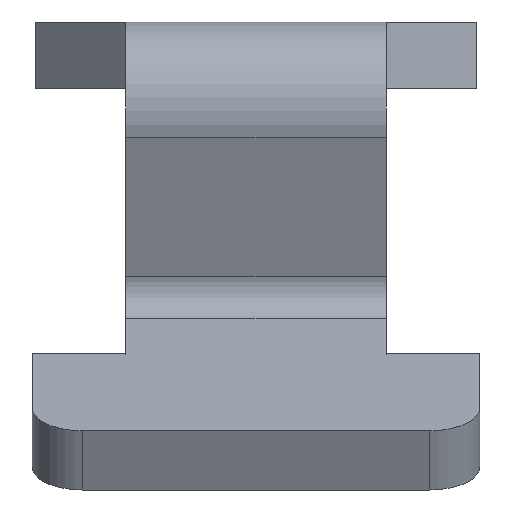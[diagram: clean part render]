
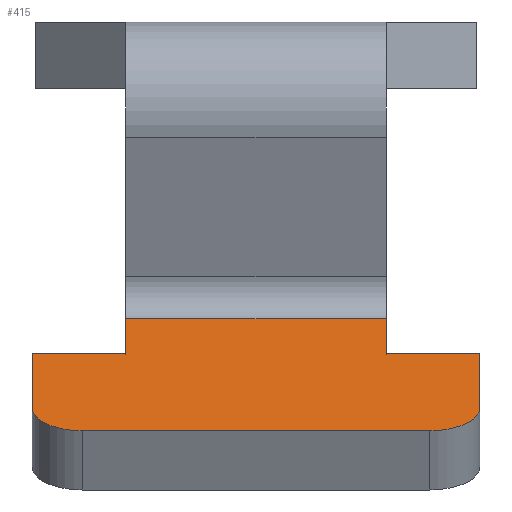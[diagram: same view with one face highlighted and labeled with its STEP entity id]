
A CAD part, front view. The second image highlights one B-rep face of the part: STEP entity #415.
In plain terms, the highlighted free-form (B-spline) face has degree [1, 1] with [2, 2] control points.
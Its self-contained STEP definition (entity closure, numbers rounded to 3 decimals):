
#275=CARTESIAN_POINT('',(-5.2,-16.43,-10.231));
#276=VERTEX_POINT('',#275);
#277=CARTESIAN_POINT('',(-6.7,-15.101,-9.536));
#278=VERTEX_POINT('',#277);
#279=CARTESIAN_POINT('',(-5.2,-15.101,-9.536));
#280=DIRECTION('',(0.,0.464,-0.886));
#281=DIRECTION('',(-0.707,-0.627,-0.328));
#282=AXIS2_PLACEMENT_3D('',#279,#280,#281);
#283=CIRCLE('',#282,1.5);
#284=EDGE_CURVE('',#276,#278,#283,.T.);
#318=CARTESIAN_POINT('',(-6.7,-12.,-7.913));
#319=VERTEX_POINT('',#318);
#320=CARTESIAN_POINT('',(-6.7,-15.101,-9.536));
#321=DIRECTION('',(0.,0.886,0.464));
#322=VECTOR('',#321,3.5);
#323=LINE('',#320,#322);
#324=EDGE_CURVE('',#278,#319,#323,.T.);
#343=CARTESIAN_POINT('',(-6.7,-16.43,-10.231));
#344=CARTESIAN_POINT('',(6.7,-16.43,-10.231));
#345=CARTESIAN_POINT('',(-6.7,-10.036,-6.886));
#346=CARTESIAN_POINT('',(6.7,-10.036,-6.886));
#347=B_SPLINE_SURFACE_WITH_KNOTS('',1,1,((#343,#345),(#344,#346)),.UNSPECIFIED.,.F.,.F.,.U.,(2,2),(2,2),(0.0,13.4),(0.0,7.216),.UNSPECIFIED.);
#348=ORIENTED_EDGE('',*,*,#284,.F.);
#349=CARTESIAN_POINT('',(5.2,-16.43,-10.231));
#350=VERTEX_POINT('',#349);
#351=CARTESIAN_POINT('',(5.2,-16.43,-10.231));
#352=DIRECTION('',(-1.0,0.0,0.0));
#353=VECTOR('',#352,10.4);
#354=LINE('',#351,#353);
#355=EDGE_CURVE('',#350,#276,#354,.T.);
#356=ORIENTED_EDGE('',*,*,#355,.F.);
#357=CARTESIAN_POINT('',(6.7,-15.101,-9.536));
#358=VERTEX_POINT('',#357);
#359=CARTESIAN_POINT('',(5.2,-15.101,-9.536));
#360=DIRECTION('',(0.,0.464,-0.886));
#361=DIRECTION('',(0.707,-0.627,-0.328));
#362=AXIS2_PLACEMENT_3D('',#359,#360,#361);
#363=CIRCLE('',#362,1.5);
#364=EDGE_CURVE('',#358,#350,#363,.T.);
#365=ORIENTED_EDGE('',*,*,#364,.F.);
#366=CARTESIAN_POINT('',(6.7,-12.,-7.913));
#367=VERTEX_POINT('',#366);
#368=CARTESIAN_POINT('',(6.7,-12.,-7.913));
#369=DIRECTION('',(0.,-0.886,-0.464));
#370=VECTOR('',#369,3.5);
#371=LINE('',#368,#370);
#372=EDGE_CURVE('',#367,#358,#371,.T.);
#373=ORIENTED_EDGE('',*,*,#372,.F.);
#374=CARTESIAN_POINT('',(3.9,-12.,-7.913));
#375=VERTEX_POINT('',#374);
#376=CARTESIAN_POINT('',(6.7,-12.,-7.913));
#377=DIRECTION('',(-1.0,0.0,0.0));
#378=VECTOR('',#377,2.8);
#379=LINE('',#376,#378);
#380=EDGE_CURVE('',#367,#375,#379,.T.);
#381=ORIENTED_EDGE('',*,*,#380,.T.);
#382=CARTESIAN_POINT('',(3.9,-10.036,-6.886));
#383=VERTEX_POINT('',#382);
#384=CARTESIAN_POINT('',(3.9,-12.,-7.913));
#385=DIRECTION('',(0.,0.886,0.464));
#386=VECTOR('',#385,2.216);
#387=LINE('',#384,#386);
#388=EDGE_CURVE('',#375,#383,#387,.T.);
#389=ORIENTED_EDGE('',*,*,#388,.T.);
#390=CARTESIAN_POINT('',(-3.9,-10.036,-6.886));
#391=VERTEX_POINT('',#390);
#392=CARTESIAN_POINT('',(3.9,-10.036,-6.886));
#393=DIRECTION('',(-1.0,0.0,0.0));
#394=VECTOR('',#393,7.8);
#395=LINE('',#392,#394);
#396=EDGE_CURVE('',#383,#391,#395,.T.);
#397=ORIENTED_EDGE('',*,*,#396,.T.);
#398=CARTESIAN_POINT('',(-3.9,-12.,-7.913));
#399=VERTEX_POINT('',#398);
#400=CARTESIAN_POINT('',(-3.9,-12.,-7.913));
#401=DIRECTION('',(0.,0.886,0.464));
#402=VECTOR('',#401,2.216);
#403=LINE('',#400,#402);
#404=EDGE_CURVE('',#399,#391,#403,.T.);
#405=ORIENTED_EDGE('',*,*,#404,.F.);
#406=CARTESIAN_POINT('',(-3.9,-12.,-7.913));
#407=DIRECTION('',(-1.0,0.0,0.0));
#408=VECTOR('',#407,2.8);
#409=LINE('',#406,#408);
#410=EDGE_CURVE('',#399,#319,#409,.T.);
#411=ORIENTED_EDGE('',*,*,#410,.T.);
#412=ORIENTED_EDGE('',*,*,#324,.F.);
#413=EDGE_LOOP('',(#348,#356,#365,#373,#381,#389,#397,#405,#411,#412));
#414=FACE_OUTER_BOUND('',#413,.T.);
#415=ADVANCED_FACE('',(#414),#347,.T.);
